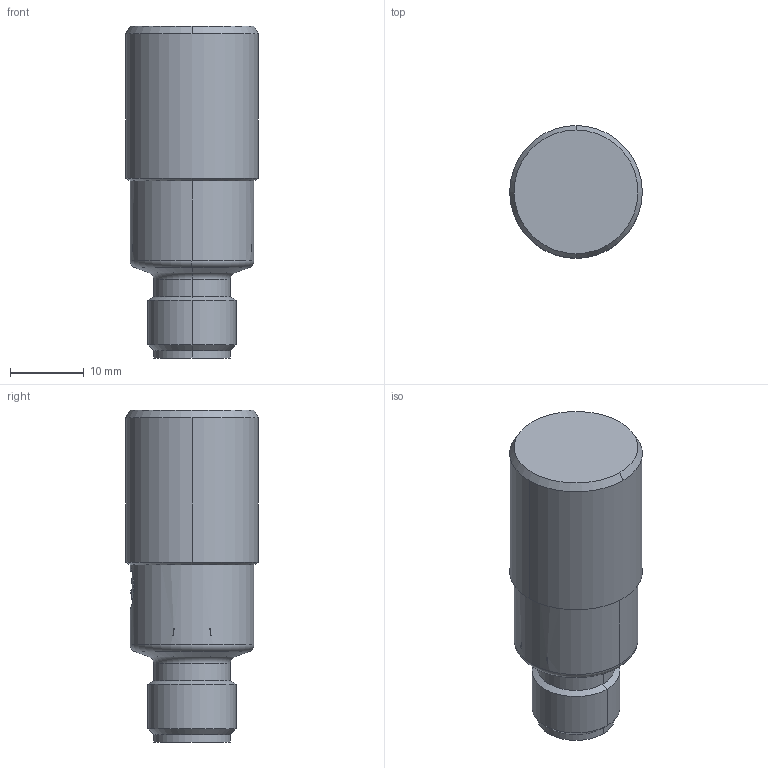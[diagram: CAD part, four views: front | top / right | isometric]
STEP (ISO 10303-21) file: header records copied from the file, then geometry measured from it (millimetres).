
FILE_DESCRIPTION((''),'2;1');
FILE_NAME('041','2021-02-01T14:53:18',('axu'),(''),'CREO PARAMETRIC BY PTC INC, 2019292','CREO PARAMETRIC BY PTC INC, 2019292','');
FILE_SCHEMA(('CONFIG_CONTROL_DESIGN','SHAPE_APPEARANCE_LAYERS_GROUPS'));
Length unit declared in the file: millimetre
Products named in the file (1): 041
Bounding box: 18 x 18 x 45.04 mm (x, y, z)
Volume: 8702 mm3; surface area: 3124 mm2
Topology: 1 solids, 1 shells, 177 faces, 462 edges, 302 vertices
Faces by surface type: plane 60, cylinder 55, cone 27, torus 19, bspline 12, sphere 4
Entity records: 8282 total; most frequent: CARTESIAN_POINT 1812, ORIENTED_EDGE 904, DIRECTION 876, EDGE_CURVE 452, AXIS2_PLACEMENT_3D 357, FILL_AREA_STYLE_COLOUR 347, FILL_AREA_STYLE 347, SURFACE_STYLE_FILL_AREA 347
